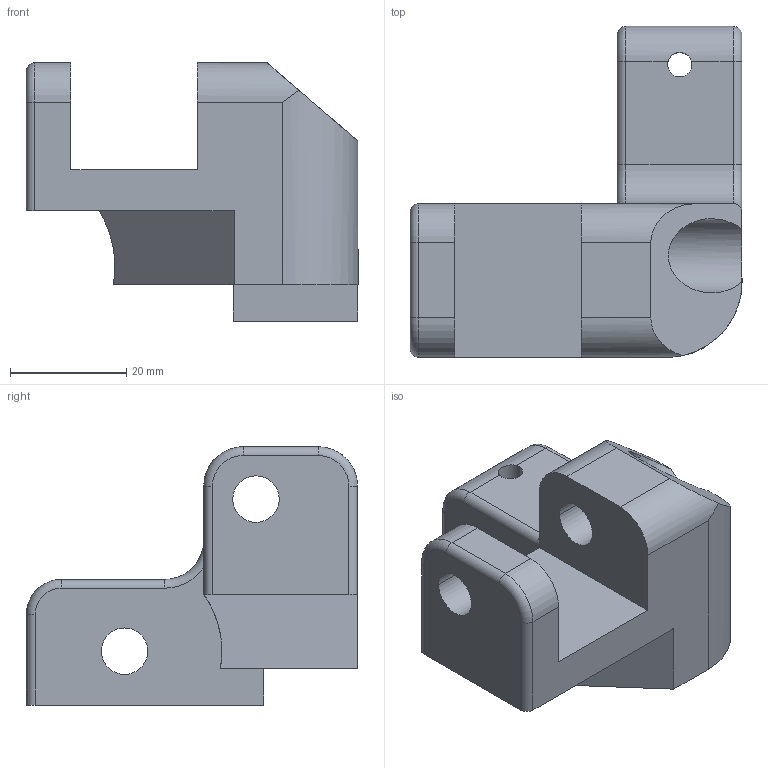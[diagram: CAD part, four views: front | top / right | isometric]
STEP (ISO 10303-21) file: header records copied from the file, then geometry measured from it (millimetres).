
FILE_DESCRIPTION (( 'STEP AP214' ), '1' );
FILE_NAME ('Repose pied droite.STEP', '2019-08-11T15:53:04', ( '' ), ( '' ), 'SwSTEP 2.0', 'SolidWorks 2010', '' );
FILE_SCHEMA (( 'AUTOMOTIVE_DESIGN' ));
Length unit declared in the file: millimetre
Products named in the file (1): Repose pied droite
Bounding box: 57.2 x 57.05 x 44.5 mm (x, y, z)
Volume: 46141.1 mm3; surface area: 12304.5 mm2
Topology: 1 solids, 1 shells, 51 faces, 139 edges, 89 vertices
Faces by surface type: cylinder 26, plane 19, torus 6
Entity records: 1695 total; most frequent: CARTESIAN_POINT 341, DIRECTION 283, ORIENTED_EDGE 278, EDGE_CURVE 139, AXIS2_PLACEMENT_3D 105, VERTEX_POINT 89, LINE 73, VECTOR 73
